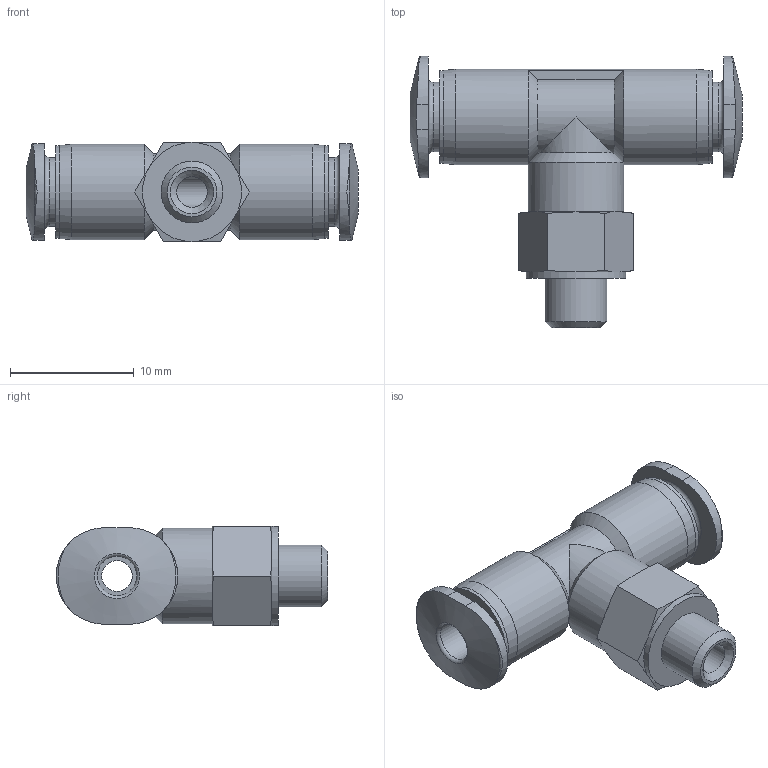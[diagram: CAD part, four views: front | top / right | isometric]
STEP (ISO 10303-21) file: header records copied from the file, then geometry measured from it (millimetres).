
FILE_DESCRIPTION(/* description */ ('STEP AP214'),/* implementation_level */ '2;1');
FILE_NAME(/* name */ '533247_QBMT-M5-1_8-U-M',/* time_stamp */ '2024-09-14T03:43:06+02:00',/* author */ ('License CC BY-ND 4.0'),/* organization */ ('CADENAS'),/* preprocessor_version */ 'ST-DEVELOPER v19.3',/* originating_system */ 'PARTsolutions',/* authorisation */ ' ');
FILE_SCHEMA (('AUTOMOTIVE_DESIGN {1 0 10303 214 3 1 1}'));
Length unit declared in the file: millimetre
Products named in the file (1): 533247 QBMT-M5-1/8-U-M
Bounding box: 26.78 x 21.9 x 8 mm (x, y, z)
Volume: 1421.6 mm3; surface area: 1562 mm2
Topology: 1 solids, 1 shells, 73 faces, 177 edges, 111 vertices
Faces by surface type: cone 24, plane 21, cylinder 20, torus 8
Full cylindrical faces by diameter (mm): 2.5 x2, 3.175 x2, 5 x1, 5.575 x2, 7.5 x2, 7.7 x2, 8 x1
Entity records: 2558 total; most frequent: CARTESIAN_POINT 506, DIRECTION 300, ORIENTED_EDGE 294, EDGE_CURVE 147, AXIS2_PLACEMENT_3D 139, EDGE_LOOP 106, FACE_BOUND 106, VERTEX_POINT 105
